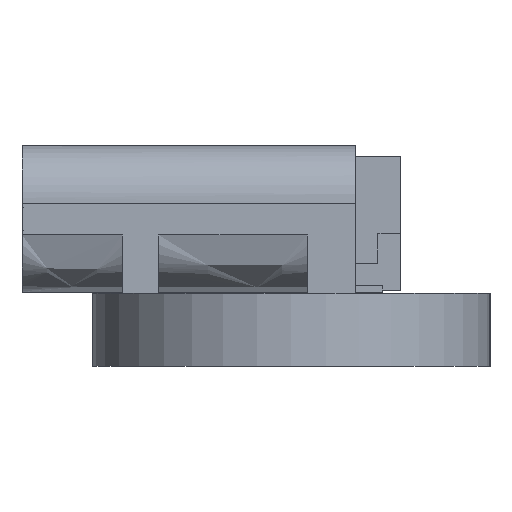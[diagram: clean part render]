
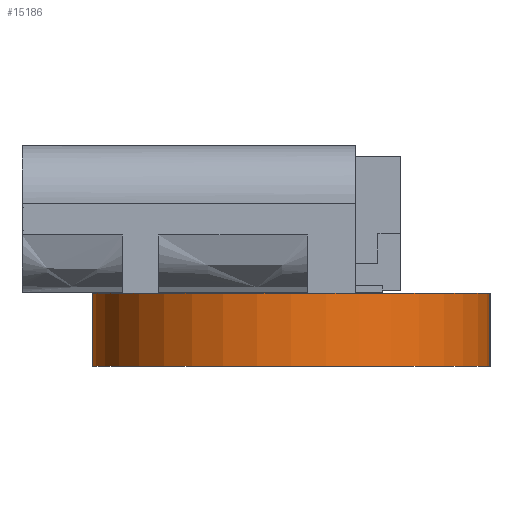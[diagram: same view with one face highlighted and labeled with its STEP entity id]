
A CAD part, left-side view. The second image highlights one B-rep face of the part: STEP entity #15186.
In plain terms, the highlighted cylindrical face has radius 4.35 mm (diameter 8.7 mm), a partial arc.
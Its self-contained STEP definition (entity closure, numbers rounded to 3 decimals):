
#14995 = PLANE('',#14996);
#14996 = AXIS2_PLACEMENT_3D('',#14997,#14998,#14999);
#14997 = CARTESIAN_POINT('',(18.,-4.35,0.));
#14998 = DIRECTION('',(0.,-1.,0.));
#14999 = DIRECTION('',(-1.,0.,0.));
#15020 = VERTEX_POINT('',#15021);
#15021 = CARTESIAN_POINT('',(-18.,-4.35,1.6));
#15035 = PLANE('',#15036);
#15036 = AXIS2_PLACEMENT_3D('',#15037,#15038,#15039);
#15037 = CARTESIAN_POINT('',(0.,0.,1.6)
  );
#15038 = DIRECTION('',(-0.,-0.,-1.));
#15039 = DIRECTION('',(-1.,0.,0.));
#15047 = EDGE_CURVE('',#15048,#15020,#15050,.T.);
#15048 = VERTEX_POINT('',#15049);
#15049 = CARTESIAN_POINT('',(-18.,-4.35,0.));
#15050 = SURFACE_CURVE('',#15051,(#15055,#15062),.PCURVE_S1.);
#15051 = LINE('',#15052,#15053);
#15052 = CARTESIAN_POINT('',(-18.,-4.35,0.));
#15053 = VECTOR('',#15054,1.);
#15054 = DIRECTION('',(0.,0.,1.));
#15055 = PCURVE('',#14995,#15056);
#15056 = DEFINITIONAL_REPRESENTATION('',(#15057),#15061);
#15057 = LINE('',#15058,#15059);
#15058 = CARTESIAN_POINT('',(36.,0.));
#15059 = VECTOR('',#15060,1.);
#15060 = DIRECTION('',(0.,-1.));
#15061 = ( GEOMETRIC_REPRESENTATION_CONTEXT(2) 
PARAMETRIC_REPRESENTATION_CONTEXT() REPRESENTATION_CONTEXT('2D SPACE',''
  ) );
#15062 = PCURVE('',#15063,#15068);
#15063 = CYLINDRICAL_SURFACE('',#15064,4.35);
#15064 = AXIS2_PLACEMENT_3D('',#15065,#15066,#15067);
#15065 = CARTESIAN_POINT('',(-18.,-0.,0.));
#15066 = DIRECTION('',(-0.,-0.,-1.));
#15067 = DIRECTION('',(1.,0.,-0.));
#15068 = DEFINITIONAL_REPRESENTATION('',(#15069),#15073);
#15069 = LINE('',#15070,#15071);
#15070 = CARTESIAN_POINT('',(-4.712,0.));
#15071 = VECTOR('',#15072,1.);
#15072 = DIRECTION('',(-0.,-1.));
#15073 = ( GEOMETRIC_REPRESENTATION_CONTEXT(2) 
PARAMETRIC_REPRESENTATION_CONTEXT() REPRESENTATION_CONTEXT('2D SPACE',''
  ) );
#15089 = PLANE('',#15090);
#15090 = AXIS2_PLACEMENT_3D('',#15091,#15092,#15093);
#15091 = CARTESIAN_POINT('',(0.,0.,0.)
  );
#15092 = DIRECTION('',(-0.,-0.,-1.));
#15093 = DIRECTION('',(-1.,0.,0.));
#15186 = ADVANCED_FACE('',(#15187),#15063,.T.);
#15187 = FACE_BOUND('',#15188,.F.);
#15188 = EDGE_LOOP('',(#15189,#15219,#15245,#15246));
#15189 = ORIENTED_EDGE('',*,*,#15190,.T.);
#15190 = EDGE_CURVE('',#15191,#15193,#15195,.T.);
#15191 = VERTEX_POINT('',#15192);
#15192 = CARTESIAN_POINT('',(-18.,4.35,0.));
#15193 = VERTEX_POINT('',#15194);
#15194 = CARTESIAN_POINT('',(-18.,4.35,1.6));
#15195 = SURFACE_CURVE('',#15196,(#15200,#15207),.PCURVE_S1.);
#15196 = LINE('',#15197,#15198);
#15197 = CARTESIAN_POINT('',(-18.,4.35,0.));
#15198 = VECTOR('',#15199,1.);
#15199 = DIRECTION('',(0.,0.,1.));
#15200 = PCURVE('',#15063,#15201);
#15201 = DEFINITIONAL_REPRESENTATION('',(#15202),#15206);
#15202 = LINE('',#15203,#15204);
#15203 = CARTESIAN_POINT('',(-1.571,0.));
#15204 = VECTOR('',#15205,1.);
#15205 = DIRECTION('',(-0.,-1.));
#15206 = ( GEOMETRIC_REPRESENTATION_CONTEXT(2) 
PARAMETRIC_REPRESENTATION_CONTEXT() REPRESENTATION_CONTEXT('2D SPACE',''
  ) );
#15207 = PCURVE('',#15208,#15213);
#15208 = PLANE('',#15209);
#15209 = AXIS2_PLACEMENT_3D('',#15210,#15211,#15212);
#15210 = CARTESIAN_POINT('',(-18.,4.35,0.));
#15211 = DIRECTION('',(0.,1.,0.));
#15212 = DIRECTION('',(1.,0.,0.));
#15213 = DEFINITIONAL_REPRESENTATION('',(#15214),#15218);
#15214 = LINE('',#15215,#15216);
#15215 = CARTESIAN_POINT('',(0.,0.));
#15216 = VECTOR('',#15217,1.);
#15217 = DIRECTION('',(0.,-1.));
#15218 = ( GEOMETRIC_REPRESENTATION_CONTEXT(2) 
PARAMETRIC_REPRESENTATION_CONTEXT() REPRESENTATION_CONTEXT('2D SPACE',''
  ) );
#15219 = ORIENTED_EDGE('',*,*,#15220,.T.);
#15220 = EDGE_CURVE('',#15193,#15020,#15221,.T.);
#15221 = SURFACE_CURVE('',#15222,(#15227,#15234),.PCURVE_S1.);
#15222 = CIRCLE('',#15223,4.35);
#15223 = AXIS2_PLACEMENT_3D('',#15224,#15225,#15226);
#15224 = CARTESIAN_POINT('',(-18.,0.,1.6));
#15225 = DIRECTION('',(0.,0.,1.));
#15226 = DIRECTION('',(1.,0.,-0.));
#15227 = PCURVE('',#15063,#15228);
#15228 = DEFINITIONAL_REPRESENTATION('',(#15229),#15233);
#15229 = LINE('',#15230,#15231);
#15230 = CARTESIAN_POINT('',(-0.,-1.6));
#15231 = VECTOR('',#15232,1.);
#15232 = DIRECTION('',(-1.,0.));
#15233 = ( GEOMETRIC_REPRESENTATION_CONTEXT(2) 
PARAMETRIC_REPRESENTATION_CONTEXT() REPRESENTATION_CONTEXT('2D SPACE',''
  ) );
#15234 = PCURVE('',#15035,#15235);
#15235 = DEFINITIONAL_REPRESENTATION('',(#15236),#15244);
#15236 = ( BOUNDED_CURVE() B_SPLINE_CURVE(2,(#15237,#15238,#15239,#15240
    ,#15241,#15242,#15243),.UNSPECIFIED.,.T.,.F.) 
B_SPLINE_CURVE_WITH_KNOTS((1,2,2,2,2,1),(-2.094,0.,
    2.094,4.189,6.283,8.378),
.UNSPECIFIED.) CURVE() GEOMETRIC_REPRESENTATION_ITEM() 
RATIONAL_B_SPLINE_CURVE((1.,0.5,1.,0.5,1.,0.5,1.)) REPRESENTATION_ITEM(
  '') );
#15237 = CARTESIAN_POINT('',(13.65,0.));
#15238 = CARTESIAN_POINT('',(13.65,7.534));
#15239 = CARTESIAN_POINT('',(20.175,3.767));
#15240 = CARTESIAN_POINT('',(26.7,0.));
#15241 = CARTESIAN_POINT('',(20.175,-3.767));
#15242 = CARTESIAN_POINT('',(13.65,-7.534));
#15243 = CARTESIAN_POINT('',(13.65,0.));
#15244 = ( GEOMETRIC_REPRESENTATION_CONTEXT(2) 
PARAMETRIC_REPRESENTATION_CONTEXT() REPRESENTATION_CONTEXT('2D SPACE',''
  ) );
#15245 = ORIENTED_EDGE('',*,*,#15047,.F.);
#15246 = ORIENTED_EDGE('',*,*,#15247,.F.);
#15247 = EDGE_CURVE('',#15191,#15048,#15248,.T.);
#15248 = SURFACE_CURVE('',#15249,(#15254,#15261),.PCURVE_S1.);
#15249 = CIRCLE('',#15250,4.35);
#15250 = AXIS2_PLACEMENT_3D('',#15251,#15252,#15253);
#15251 = CARTESIAN_POINT('',(-18.,-0.,0.));
#15252 = DIRECTION('',(0.,0.,1.));
#15253 = DIRECTION('',(1.,0.,-0.));
#15254 = PCURVE('',#15063,#15255);
#15255 = DEFINITIONAL_REPRESENTATION('',(#15256),#15260);
#15256 = LINE('',#15257,#15258);
#15257 = CARTESIAN_POINT('',(-0.,0.));
#15258 = VECTOR('',#15259,1.);
#15259 = DIRECTION('',(-1.,0.));
#15260 = ( GEOMETRIC_REPRESENTATION_CONTEXT(2) 
PARAMETRIC_REPRESENTATION_CONTEXT() REPRESENTATION_CONTEXT('2D SPACE',''
  ) );
#15261 = PCURVE('',#15089,#15262);
#15262 = DEFINITIONAL_REPRESENTATION('',(#15263),#15271);
#15263 = ( BOUNDED_CURVE() B_SPLINE_CURVE(2,(#15264,#15265,#15266,#15267
    ,#15268,#15269,#15270),.UNSPECIFIED.,.T.,.F.) 
B_SPLINE_CURVE_WITH_KNOTS((1,2,2,2,2,1),(-2.094,0.,
    2.094,4.189,6.283,8.378),
.UNSPECIFIED.) CURVE() GEOMETRIC_REPRESENTATION_ITEM() 
RATIONAL_B_SPLINE_CURVE((1.,0.5,1.,0.5,1.,0.5,1.)) REPRESENTATION_ITEM(
  '') );
#15264 = CARTESIAN_POINT('',(13.65,0.));
#15265 = CARTESIAN_POINT('',(13.65,7.534));
#15266 = CARTESIAN_POINT('',(20.175,3.767));
#15267 = CARTESIAN_POINT('',(26.7,0.));
#15268 = CARTESIAN_POINT('',(20.175,-3.767));
#15269 = CARTESIAN_POINT('',(13.65,-7.534));
#15270 = CARTESIAN_POINT('',(13.65,0.));
#15271 = ( GEOMETRIC_REPRESENTATION_CONTEXT(2) 
PARAMETRIC_REPRESENTATION_CONTEXT() REPRESENTATION_CONTEXT('2D SPACE',''
  ) );
